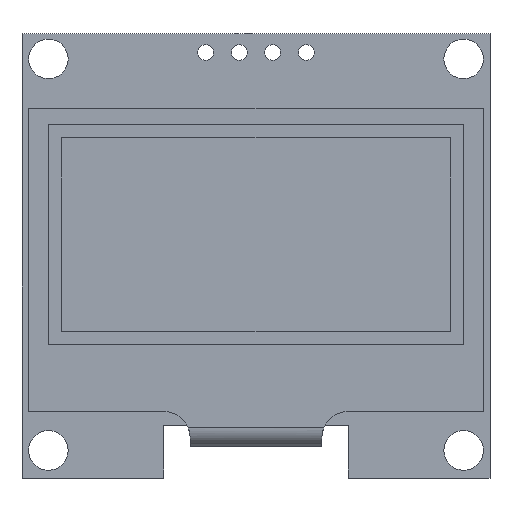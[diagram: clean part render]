
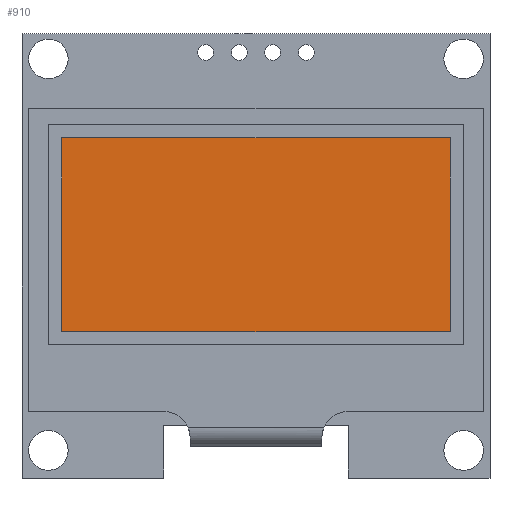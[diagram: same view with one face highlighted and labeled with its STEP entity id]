
A CAD part, top view. The second image highlights one B-rep face of the part: STEP entity #910.
In plain terms, the highlighted planar face has unit normal (0, 0, 1).
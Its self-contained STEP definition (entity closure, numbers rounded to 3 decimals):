
#46=PLANE('',#994);
#87=FACE_OUTER_BOUND('',#132,.T.);
#132=EDGE_LOOP('',(#703,#704,#705,#706));
#214=LINE('',#1400,#310);
#218=LINE('',#1408,#314);
#221=LINE('',#1414,#317);
#224=LINE('',#1419,#320);
#310=VECTOR('',#1131,10.);
#314=VECTOR('',#1137,10.);
#317=VECTOR('',#1142,10.);
#320=VECTOR('',#1147,10.);
#433=VERTEX_POINT('',#1398);
#434=VERTEX_POINT('',#1399);
#437=VERTEX_POINT('',#1407);
#439=VERTEX_POINT('',#1413);
#532=EDGE_CURVE('',#433,#434,#214,.T.);
#536=EDGE_CURVE('',#434,#437,#218,.T.);
#539=EDGE_CURVE('',#437,#439,#221,.T.);
#542=EDGE_CURVE('',#439,#433,#224,.T.);
#703=ORIENTED_EDGE('',*,*,#539,.F.);
#704=ORIENTED_EDGE('',*,*,#536,.F.);
#705=ORIENTED_EDGE('',*,*,#532,.F.);
#706=ORIENTED_EDGE('',*,*,#542,.F.);
#910=ADVANCED_FACE('',(#87),#46,.T.);
#994=AXIS2_PLACEMENT_3D('',#1421,#1149,#1150);
#1131=DIRECTION('',(-1.,0.,0.));
#1137=DIRECTION('',(0.,1.,0.));
#1142=DIRECTION('',(1.,0.,0.));
#1147=DIRECTION('',(0.,-1.,0.));
#1149=DIRECTION('center_axis',(0.,0.,1.));
#1150=DIRECTION('ref_axis',(1.,0.,0.));
#1398=CARTESIAN_POINT('',(14.75,-5.74,1.));
#1399=CARTESIAN_POINT('',(-14.75,-5.74,1.));
#1400=CARTESIAN_POINT('',(-7.375,-5.74,1.));
#1407=CARTESIAN_POINT('',(-14.75,8.96,1.));
#1408=CARTESIAN_POINT('',(-14.75,5.285,1.));
#1413=CARTESIAN_POINT('',(14.75,8.96,1.));
#1414=CARTESIAN_POINT('',(7.375,8.96,1.));
#1419=CARTESIAN_POINT('',(14.75,-2.065,1.));
#1421=CARTESIAN_POINT('Origin',(0.,1.61,1.));
